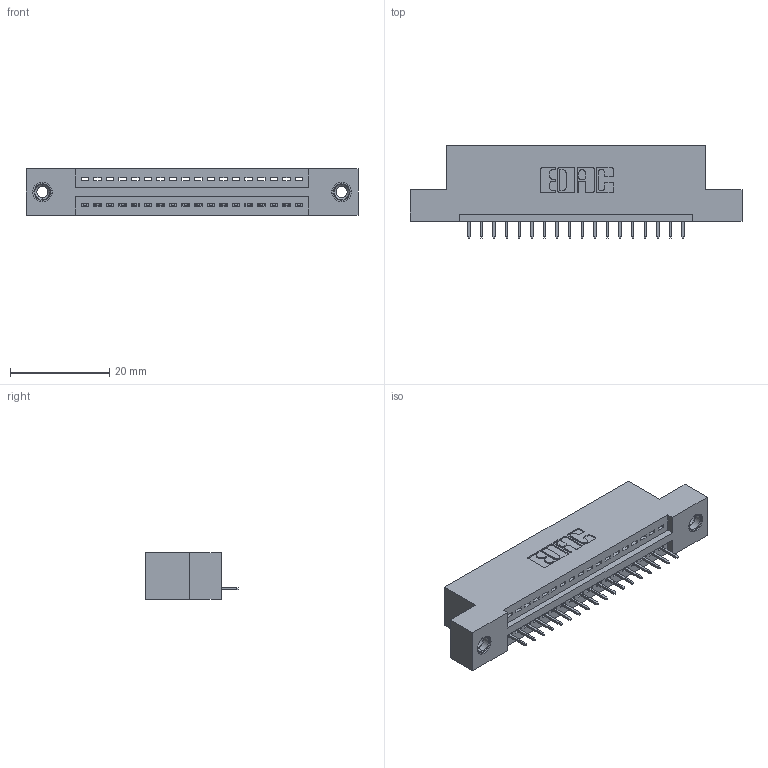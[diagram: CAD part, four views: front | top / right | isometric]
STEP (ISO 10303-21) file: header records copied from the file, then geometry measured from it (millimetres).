
FILE_DESCRIPTION (( 'STEP AP203' ), '1' );
FILE_NAME ('845-018-525-108.STEP', '2020-09-22T19:06:53', ( '' ), ( '' ), 'SwSTEP 2.0', 'SolidWorks 2020', '' );
FILE_SCHEMA (( 'CONFIG_CONTROL_DESIGN' ));
Length unit declared in the file: inch
Products named in the file (4): 845 Part_Flush Mounting Lugs - 0.156 Dia-TI; 345-292-001_345-293-125; 345-250-001_345-250-003-102; 845-018-525-108
Assembly tree (21 placements, depth 2):
  845-018-525-108
    845 Part_Flush Mounting Lugs - 0.156 Dia-TI
    345-292-001_345-293-125  x18
    345-250-001_345-250-003-102  x2
Bounding box: 66.93 x 18.72 x 9.4 mm (x, y, z)
Volume: 6080.4 mm3; surface area: 7528.2 mm2
Topology: 21 solids, 21 shells, 1302 faces, 3717 edges, 2398 vertices
Faces by surface type: plane 940, cylinder 346, cone 12, torus 4
Entity records: 18038 total; most frequent: CARTESIAN_POINT 3105, ORIENTED_EDGE 3050, DIRECTION 2775, EDGE_CURVE 1525, LINE 1305, VECTOR 1305, VERTEX_POINT 1008, AXIS2_PLACEMENT_3D 735
